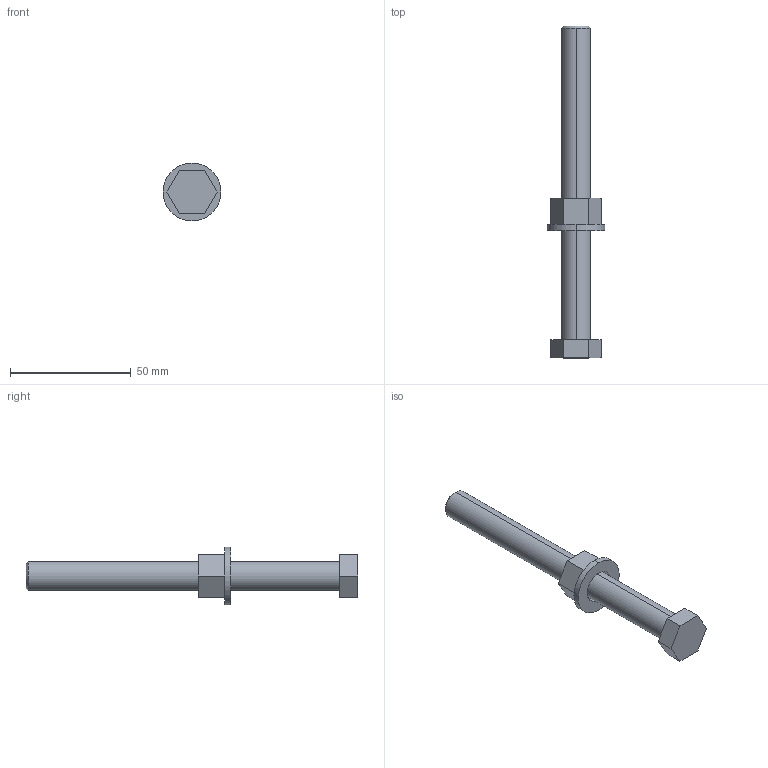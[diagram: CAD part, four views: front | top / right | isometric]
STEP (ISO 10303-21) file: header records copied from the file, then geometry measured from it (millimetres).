
FILE_DESCRIPTION (( 'STEP AP214' ), '1' );
FILE_NAME ('6408478.stp', '2016-08-17T09:22:12', ( '' ), ( '' ), 'SwSTEP 2.0', 'SolidWorks 2014', '' );
FILE_SCHEMA (( 'AUTOMOTIVE_DESIGN' ));
Length unit declared in the file: millimetre
Products named in the file (4): plain washer normal grade c_iso_Washer ISO 7091 - 12; hex nut style 1 gradeab_iso_Hexagon Nut ISO - 4032 - M12 - D - N; hex bolt gradeb_iso_ISO 4015 - M12 x 130 x 130-C; 6408478
Assembly tree (3 placements, depth 2):
  6408478
    hex bolt gradeb_iso_ISO 4015 - M12 x 130 x 130-C
    hex nut style 1 gradeab_iso_Hexagon Nut ISO - 4032 - M12 - D - N
    plain washer normal grade c_iso_Washer ISO 7091 - 12
Bounding box: 24 x 137.5 x 24 mm (x, y, z)
Volume: 19711.5 mm3; surface area: 8237.5 mm2
Topology: 3 solids, 3 shells, 29 faces, 64 edges, 42 vertices
Faces by surface type: plane 19, cylinder 8, cone 2
Entity records: 962 total; most frequent: DIRECTION 152, CARTESIAN_POINT 141, ORIENTED_EDGE 128, EDGE_CURVE 64, AXIS2_PLACEMENT_3D 53, VECTOR 46, LINE 46, VERTEX_POINT 42
